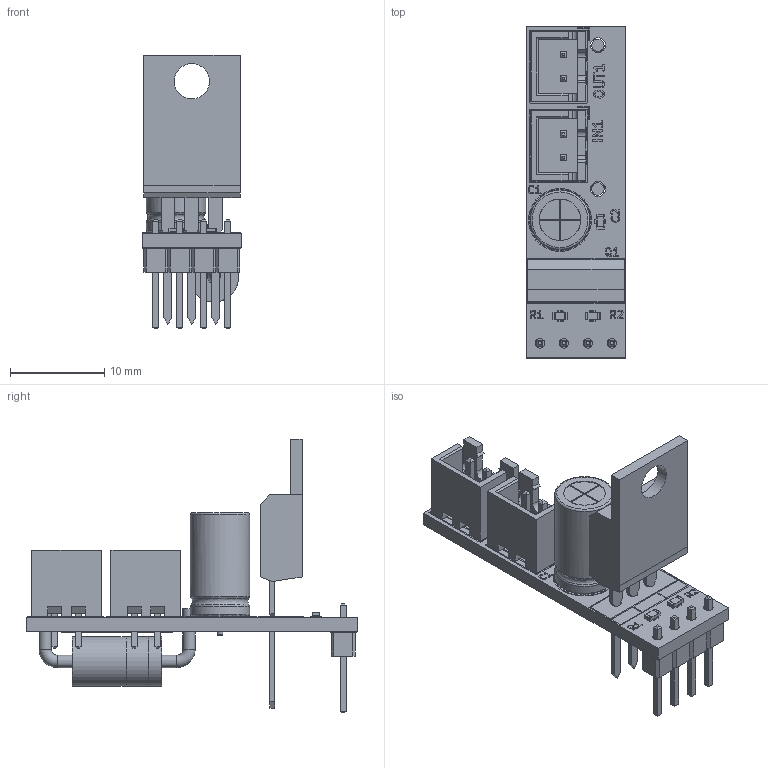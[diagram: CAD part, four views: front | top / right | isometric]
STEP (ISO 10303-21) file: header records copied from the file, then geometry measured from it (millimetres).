
FILE_DESCRIPTION(('KiCad electronic assembly'),'2;1');
FILE_NAME('PWM Board.step','2025-04-06T12:03:04',('Pcbnew'),('Kicad'), 'Open CASCADE STEP processor 7.8','KiCad to STEP converter','Unknown' );
FILE_SCHEMA(('AUTOMOTIVE_DESIGN { 1 0 10303 214 1 1 1 1 }'));
Length unit declared in the file: millimetre
Products named in the file (10): PWM Board 1; JST_XH_B2B-XH-A_1x02_P2.50mm_Vertical; C_0603_1608Metric; R_0603_1608Metric; TO-220-3_Vertical; C_Radial_D6.3mm_H11.0mm_P2.50mm; D_DO-201AD_P15.24mm_Horizontal; PinHeader_1x04_P2.54mm_Vertical; PWM Board_silkscreen; PWM Board_PCB
Assembly tree (11 placements, depth 2):
  PWM Board 1
    JST_XH_B2B-XH-A_1x02_P2.50mm_Vertical  x2
    C_0603_1608Metric
    R_0603_1608Metric  x2
    TO-220-3_Vertical
    C_Radial_D6.3mm_H11.0mm_P2.50mm
    D_DO-201AD_P15.24mm_Horizontal
    PinHeader_1x04_P2.54mm_Vertical
    PWM Board_silkscreen
    PWM Board_PCB
Bounding box: 10.54 x 35.18 x 29 mm (x, y, z)
Volume: 1975.3 mm3; surface area: 3158.9 mm2
Topology: 10 solids, 46 shells, 509 faces, 1786 edges, 1360 vertices
Faces by surface type: plane 436, cylinder 66, torus 3, revolution 2, bspline 2
Full cylindrical faces by diameter (mm): 0.6 x2, 0.8 x2, 1 x8, 1.1 x3, 1.3 x4, 1.6 x2, 3.735 x1, 4.41 x3, 5.2 x2, 5.22 x1, 6.3 x2
Entity records: 18792 total; most frequent: CARTESIAN_POINT 3185, DIRECTION 2562, ORIENTED_EDGE 2382, EDGE_CURVE 1479, LINE 1194, VECTOR 1194, VERTEX_POINT 1160, AXIS2_PLACEMENT_3D 683
